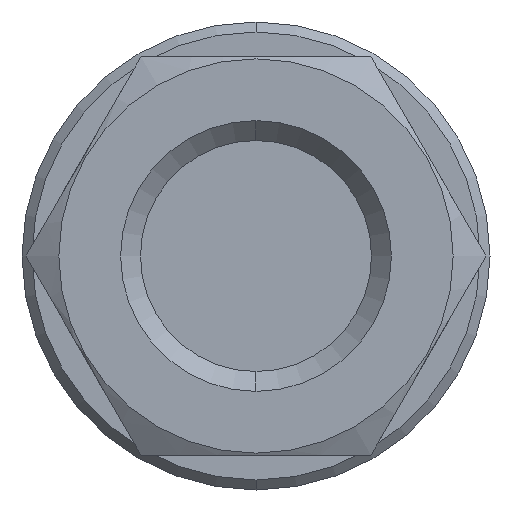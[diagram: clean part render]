
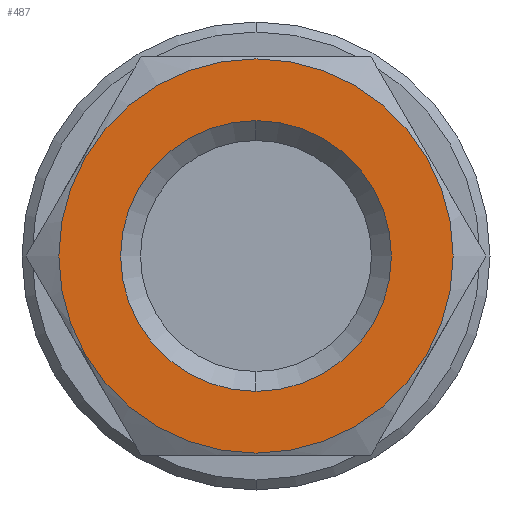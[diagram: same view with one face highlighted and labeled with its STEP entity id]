
A CAD part, front view. The second image highlights one B-rep face of the part: STEP entity #487.
In plain terms, the highlighted planar face has unit normal (0, -1, 0).
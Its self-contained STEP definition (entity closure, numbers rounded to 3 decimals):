
#97 = CIRCLE ( 'NONE', #98, 9.9 ) ;
#98 = AXIS2_PLACEMENT_3D ( 'NONE', #1364, #1365, #1366 ) ;
#119 = CIRCLE ( 'NONE', #129, 9.9 ) ;
#122 = CIRCLE ( 'NONE', #123, 6.8 ) ;
#123 = AXIS2_PLACEMENT_3D ( 'NONE', #1511, #1512, #1513 ) ;
#129 = AXIS2_PLACEMENT_3D ( 'NONE', #1540, #1541, #1542 ) ;
#208 = CIRCLE ( 'NONE', #210, 6.8 ) ;
#210 = AXIS2_PLACEMENT_3D ( 'NONE', #406, #407, #408 ) ;
#406 = CARTESIAN_POINT ( 'NONE',  ( 0., -29.5, 0. ) ) ;
#407 = DIRECTION ( 'NONE',  ( 0., -1., 0. ) ) ;
#408 = DIRECTION ( 'NONE',  ( 0., 0., -1. ) ) ;
#487 = ADVANCED_FACE ( 'NONE', ( #915, #916 ), #1134, .T. ) ;
#569 = EDGE_CURVE ( 'NONE', #760, #762, #97, .T. ) ;
#666 = ORIENTED_EDGE ( 'NONE', *, *, #1699, .T. ) ;
#672 = ORIENTED_EDGE ( 'NONE', *, *, #1693, .F. ) ;
#685 = ORIENTED_EDGE ( 'NONE', *, *, #1841, .F. ) ;
#687 = ORIENTED_EDGE ( 'NONE', *, *, #569, .T. ) ;
#739 = VERTEX_POINT ( 'NONE', #1377 ) ;
#757 = VERTEX_POINT ( 'NONE', #1395 ) ;
#760 = VERTEX_POINT ( 'NONE', #1398 ) ;
#762 = VERTEX_POINT ( 'NONE', #1400 ) ;
#824 = EDGE_LOOP ( 'NONE', ( #666, #687 ) ) ;
#840 = EDGE_LOOP ( 'NONE', ( #672, #685 ) ) ;
#899 = AXIS2_PLACEMENT_3D ( 'NONE', #1135, #1136, #1137 ) ;
#915 = FACE_BOUND ( 'NONE', #840, .T. ) ;
#916 = FACE_OUTER_BOUND ( 'NONE', #824, .T. ) ;
#1134 = PLANE ( 'NONE',  #899 ) ;
#1135 = CARTESIAN_POINT ( 'NONE',  ( 9.9, -29.5, 0. ) ) ;
#1136 = DIRECTION ( 'NONE',  ( 0., -1., 0. ) ) ;
#1137 = DIRECTION ( 'NONE',  ( 0., 0., -1. ) ) ;
#1364 = CARTESIAN_POINT ( 'NONE',  ( 0., -29.5, 0. ) ) ;
#1365 = DIRECTION ( 'NONE',  ( 0., -1., 0. ) ) ;
#1366 = DIRECTION ( 'NONE',  ( 0., 0., -1. ) ) ;
#1377 = CARTESIAN_POINT ( 'NONE',  ( 0., -29.5, -6.8 ) ) ;
#1395 = CARTESIAN_POINT ( 'NONE',  ( 0., -29.5, 6.8 ) ) ;
#1398 = CARTESIAN_POINT ( 'NONE',  ( 0., -29.5, -9.9 ) ) ;
#1400 = CARTESIAN_POINT ( 'NONE',  ( 0., -29.5, 9.9 ) ) ;
#1511 = CARTESIAN_POINT ( 'NONE',  ( 0., -29.5, 0. ) ) ;
#1512 = DIRECTION ( 'NONE',  ( 0., -1., 0. ) ) ;
#1513 = DIRECTION ( 'NONE',  ( 0., 0., -1. ) ) ;
#1540 = CARTESIAN_POINT ( 'NONE',  ( 0., -29.5, 0. ) ) ;
#1541 = DIRECTION ( 'NONE',  ( 0., -1., 0. ) ) ;
#1542 = DIRECTION ( 'NONE',  ( 0., 0., -1. ) ) ;
#1693 = EDGE_CURVE ( 'NONE', #739, #757, #122, .T. ) ;
#1699 = EDGE_CURVE ( 'NONE', #762, #760, #119, .T. ) ;
#1841 = EDGE_CURVE ( 'NONE', #757, #739, #208, .T. ) ;
